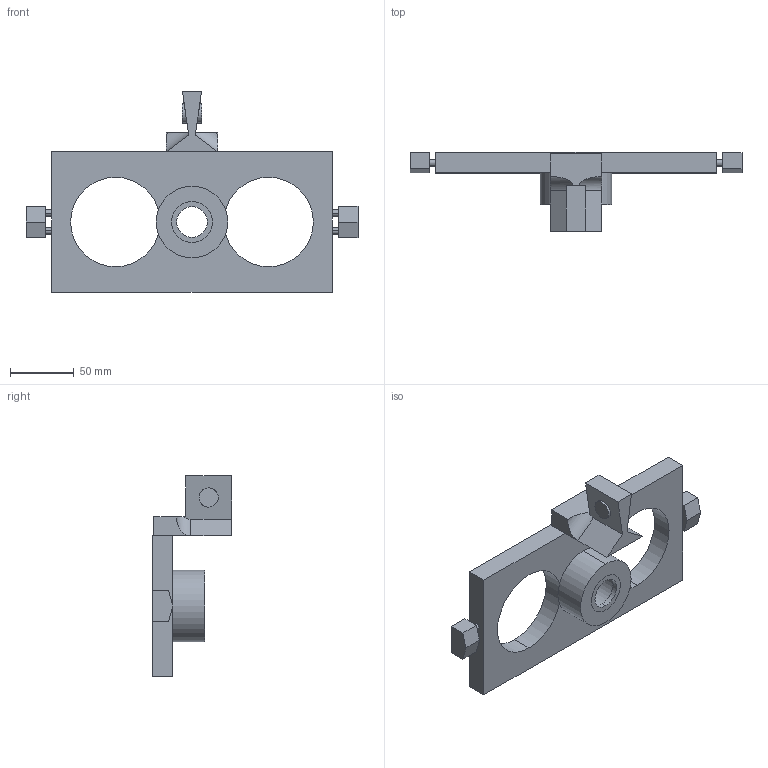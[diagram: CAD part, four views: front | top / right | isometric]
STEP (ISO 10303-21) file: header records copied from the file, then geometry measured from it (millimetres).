
FILE_DESCRIPTION (( 'STEP AP203' ), '1' );
FILE_NAME ('bouncer.STEP', '2012-06-17T21:29:12', ( '' ), ( '' ), 'SwSTEP 2.0', 'SolidWorks 2011', '' );
FILE_SCHEMA (( 'CONFIG_CONTROL_DESIGN' ));
Length unit declared in the file: millimetre
Products named in the file (7): bouncer; prop; bearing; measurementblockmount; arm; bearingbush; topplate
Assembly tree (8 placements, depth 2):
  bouncer
    prop
    bearing  x2
    measurementblockmount  x2
    arm
    topplate
    bearingbush
Bounding box: 260 x 62 x 157 mm (x, y, z)
Volume: 344200.7 mm3; surface area: 79237.1 mm2
Topology: 8 solids, 8 shells, 78 faces, 173 edges, 115 vertices
Faces by surface type: plane 46, cylinder 32
Entity records: 2489 total; most frequent: CARTESIAN_POINT 326, DIRECTION 303, ORIENTED_EDGE 268, EDGE_CURVE 134, AXIS2_PLACEMENT_3D 110, VERTEX_POINT 89, LINE 83, VECTOR 83
